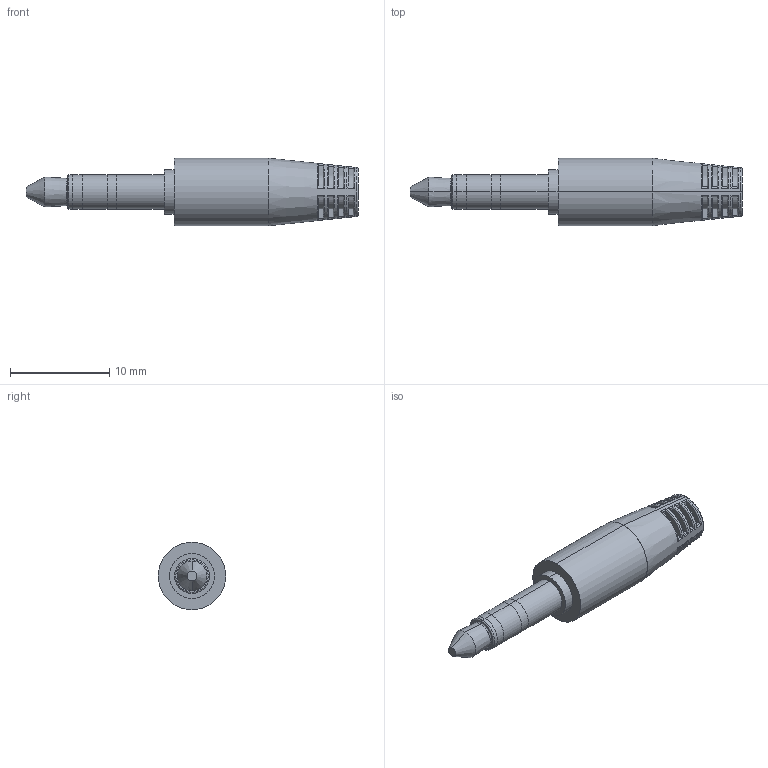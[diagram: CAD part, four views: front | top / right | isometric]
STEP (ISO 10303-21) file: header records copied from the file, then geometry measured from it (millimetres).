
FILE_DESCRIPTION (( 'STEP AP214' ), '1' );
FILE_NAME ('User Library-Mini-Audio Jack - Straight.STEP', '2020-11-17T23:07:17', ( '' ), ( '' ), 'SwSTEP 2.0', 'SolidWorks 2020', '' );
FILE_SCHEMA (( 'AUTOMOTIVE_DESIGN' ));
Length unit declared in the file: millimetre
Products named in the file (1): User Library-Mini-Audio Jack - Straight
Bounding box: 33.4 x 6.8 x 6.8 mm (x, y, z)
Volume: 700.8 mm3; surface area: 645.1 mm2
Topology: 1 solids, 1 shells, 179 faces, 452 edges, 294 vertices
Faces by surface type: plane 69, torus 42, bspline 32, cylinder 30, cone 6
Entity records: 8228 total; most frequent: CARTESIAN_POINT 2366, ORIENTED_EDGE 904, DIRECTION 700, EDGE_CURVE 452, VERTEX_POINT 294, AXIS2_PLACEMENT_3D 292, EDGE_LOOP 198, B_SPLINE_CURVE_WITH_KNOTS 192
